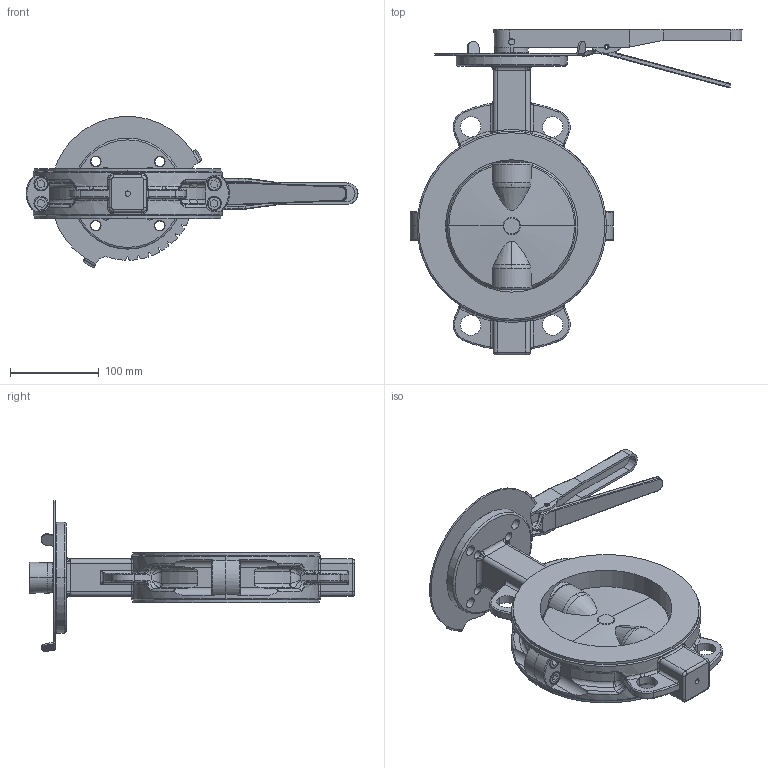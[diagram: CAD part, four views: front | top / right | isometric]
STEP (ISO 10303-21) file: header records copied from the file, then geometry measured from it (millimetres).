
FILE_DESCRIPTION (( 'STEP AP214' ), '1' );
FILE_NAME ('AS-W1-0600-PMR-HA.step', '2019-08-26T11:39:48', ( '' ), ( '' ), 'SwSTEP 2.0', 'SolidWorks 2019', '' );
FILE_SCHEMA (( 'AUTOMOTIVE_DESIGN' ));
Length unit declared in the file: inch
Products named in the file (2): AS-W1-0600-PMR-HA
Bounding box: 373.77 x 366.51 x 169.73 mm (x, y, z)
Surface area: 327939 mm2 (no closed solid volume)
Topology: 0 solids, 42 shells, 734 faces, 2461 edges, 1682 vertices
Faces by surface type: cylinder 255, plane 177, torus 120, bspline 120, cone 58, sphere 4
Entity records: 46165 total; most frequent: CARTESIAN_POINT 16710, ORIENTED_EDGE 4095, DIRECTION 3890, EDGE_CURVE 2426, VERTEX_POINT 1680, AXIS2_PLACEMENT_3D 1495, LINE 900, VECTOR 900
